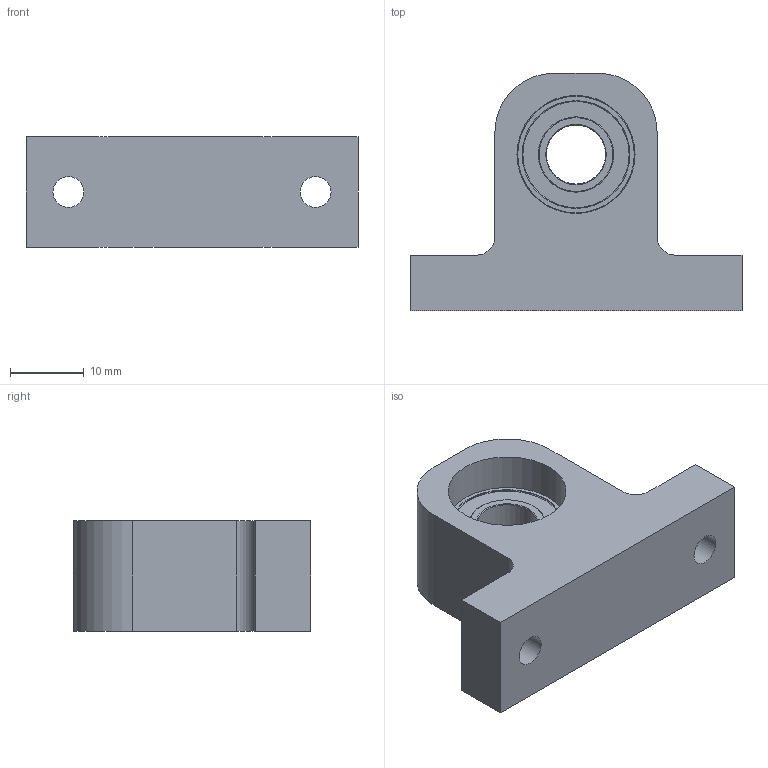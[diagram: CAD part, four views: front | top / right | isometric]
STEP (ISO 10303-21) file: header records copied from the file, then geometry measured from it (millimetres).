
FILE_DESCRIPTION(/* description */ (''),/* implementation_level */ '2;1');
FILE_NAME(/* name */ 'Rol_Holder v17.step',/* time_stamp */ '2019-09-14T09:56:31+02:00',/* author */ (''),/* organization */ (''),/* preprocessor_version */ 'ST-DEVELOPER v18',/* originating_system */ 'Autodesk Translation Framework v8.6.0.1094',/* authorisation */ '');
FILE_SCHEMA (('AUTOMOTIVE_DESIGN { 1 0 10303 214 3 1 1 }'));
Length unit declared in the file: millimetre
Products named in the file (2): Rol_Holder; 688shielded
Assembly tree (1 placements, depth 2):
  Rol_Holder
    688shielded
Bounding box: 45 x 32.15 x 15 mm (x, y, z)
Volume: 10365.5 mm3; surface area: 5945 mm2
Topology: 5 solids, 5 shells, 55 faces, 107 edges, 69 vertices
Faces by surface type: plane 25, cylinder 22, cone 8
Full cylindrical faces by diameter (mm): 4.2 x2, 6 x2, 8 x1, 10.2 x4, 10.8 x1, 11.2 x1, 11.8 x1, 13 x1, 14.4 x1, 15 x2, 16 x2
Entity records: 1518 total; most frequent: DIRECTION 276, CARTESIAN_POINT 234, ORIENTED_EDGE 214, AXIS2_PLACEMENT_3D 111, EDGE_CURVE 107, EDGE_LOOP 76, VERTEX_POINT 69, FACE_OUTER_BOUND 55
